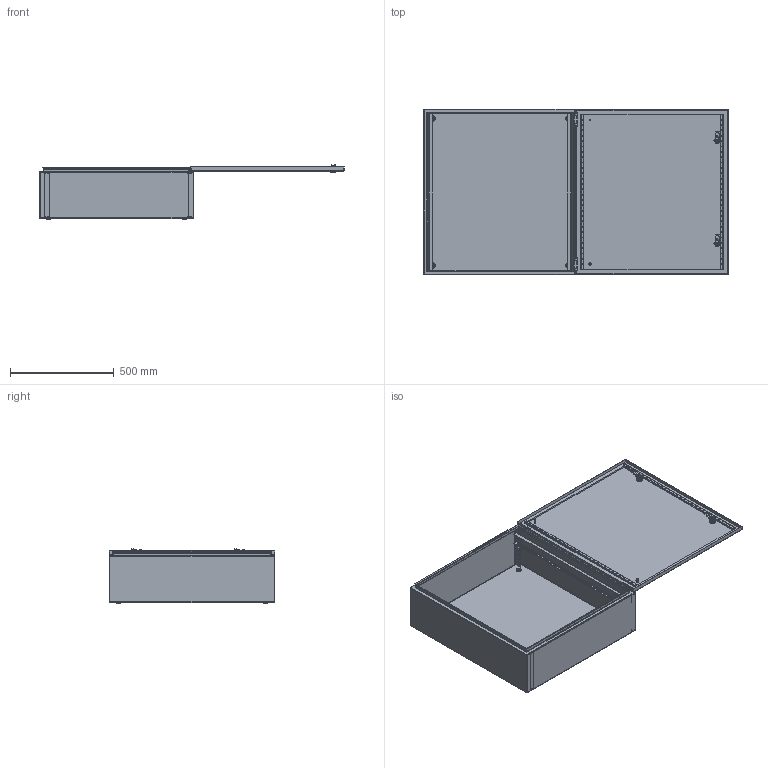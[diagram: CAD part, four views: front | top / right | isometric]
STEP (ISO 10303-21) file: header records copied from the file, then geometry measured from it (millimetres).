
FILE_DESCRIPTION(('STEP AP214'),'1');
FILE_NAME('.stp','2023-07-04T08:35:42',(' '),(' '),'Spatial InterOp 3D',' ',' ');
FILE_SCHEMA(('AUTOMOTIVE_DESIGN { 1 0 10303 214 1 1 1 1 }'));
Length unit declared in the file: metre
Products named in the file (23): P 74,5x80x25 + rošt - skříň; P 74,5x80x25 + rošt ; Profil na rošty; P 74,5x80x25 + rošt - skříň-kompletní; Dveře 74,5x80-komplet; Dveře 74,5x80; Výztuha 80; Pant STC-navařovací část; Zámek jazýčkový; Matice jazýčkového zámku; Matice M6; Podložka 6,5mm; Pérovka 6,2 mm; Těsnění P74,5x80; Matice nástrčná M8; Nosník do ASTRA 80; šroub M8x16 šestihranná hlava; Vějířovka 8 mm; Pant STC-šroubovací část; podložka plastová 4 na pant; šroub M4x6 šestihran; čep pantu STC; Segrovka čepu STC
Assembly tree (52 placements, depth 3):
  P 74,5x80x25 + rošt - skříň-kompletní
    P 74,5x80x25 + rošt - skříň
      P 74,5x80x25 + rošt 
      Profil na rošty  x4
    Dveře 74,5x80-komplet
      Dveře 74,5x80
      Výztuha 80  x2
      Pant STC-navařovací část  x2
      Zámek jazýčkový  x2
      Matice jazýčkového zámku  x2
      Matice M6  x2
      Podložka 6,5mm  x2
      Pérovka 6,2 mm
      Těsnění P74,5x80
    Matice nástrčná M8  x4
    Nosník do ASTRA 80  x2
    šroub M8x16 šestihranná hlava  x4
    Vějířovka 8 mm  x4
    Pant STC-šroubovací část  x2
    podložka plastová 4 na pant  x4
    šroub M4x6 šestihran  x4
    čep pantu STC  x2
    Segrovka čepu STC  x4
Bounding box: 1473 x 800 x 262.08 mm (x, y, z)
Volume: 3962191.7 mm3; surface area: 4797344.9 mm2
Topology: 50 solids, 50 shells, 1962 faces, 5274 edges, 3453 vertices
Faces by surface type: cylinder 928, plane 867, cone 72, torus 68, sphere 16, bspline 11
Entity records: 45762 total; most frequent: CARTESIAN_POINT 20708, DIRECTION 5333, ORIENTED_EDGE 4932, EDGE_CURVE 2466, AXIS2_PLACEMENT_3D 1997, VERTEX_POINT 1608, LINE 1339, VECTOR 1339
